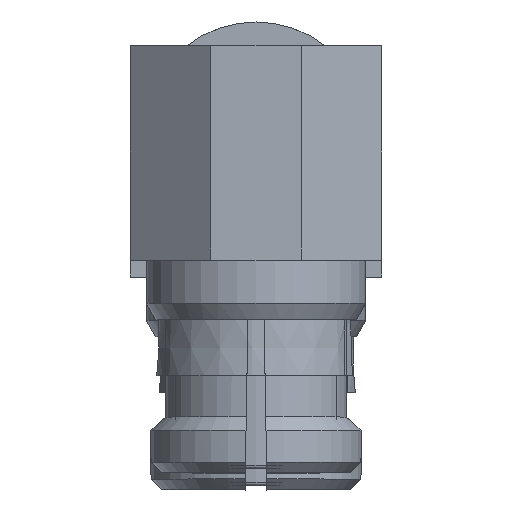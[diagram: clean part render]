
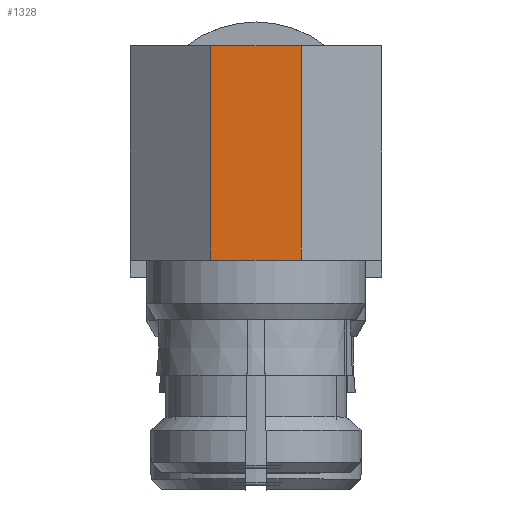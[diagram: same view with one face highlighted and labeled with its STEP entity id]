
A CAD part, top view. The second image highlights one B-rep face of the part: STEP entity #1328.
In plain terms, the highlighted face is planar.
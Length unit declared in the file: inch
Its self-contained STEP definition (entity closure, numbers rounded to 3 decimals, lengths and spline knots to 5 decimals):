
#45 = CARTESIAN_POINT ( 'NONE',  ( -0.078, 0.07638, -0.028 ) ) ;
#176 = EDGE_CURVE ( 'NONE', #3544, #1164, #2857, .T. ) ;
#241 = CARTESIAN_POINT ( 'NONE',  ( 0.055, 0.07638, 0.078 ) ) ;
#265 = CARTESIAN_POINT ( 'NONE',  ( 0.055, 0.07638, 0.078 ) ) ;
#447 = AXIS2_PLACEMENT_3D ( 'NONE', #265, #1678, #2631 ) ;
#522 = CARTESIAN_POINT ( 'NONE',  ( 0.055, 0.07638, 0.028 ) ) ;
#684 = PLANE ( 'NONE',  #447 ) ;
#717 = VECTOR ( 'NONE', #1243, 39.37008 ) ;
#764 = ORIENTED_EDGE ( 'NONE', *, *, #1602, .F. ) ;
#809 = CARTESIAN_POINT ( 'NONE',  ( 0.055, 0.07638, -0.028 ) ) ;
#909 = LINE ( 'NONE', #2942, #1361 ) ;
#955 = LINE ( 'NONE', #2940, #1556 ) ;
#1097 = ORIENTED_EDGE ( 'NONE', *, *, #4181, .F. ) ;
#1164 = VERTEX_POINT ( 'NONE', #809 ) ;
#1243 = DIRECTION ( 'NONE',  ( 0., 0., -1. ) ) ;
#1315 = DIRECTION ( 'NONE',  ( 0., 0., -1. ) ) ;
#1328 = ADVANCED_FACE ( 'NONE', ( #1962 ), #684, .F. ) ;
#1361 = VECTOR ( 'NONE', #4259, 39.37008 ) ;
#1556 = VECTOR ( 'NONE', #1623, 39.37008 ) ;
#1600 = VERTEX_POINT ( 'NONE', #45 ) ;
#1602 = EDGE_CURVE ( 'NONE', #2600, #1600, #3358, .T. ) ;
#1623 = DIRECTION ( 'NONE',  ( -1., 0., 0. ) ) ;
#1678 = DIRECTION ( 'NONE',  ( 0., -1., 0. ) ) ;
#1924 = CARTESIAN_POINT ( 'NONE',  ( -0.078, 0.07638, 0.028 ) ) ;
#1962 = FACE_OUTER_BOUND ( 'NONE', #3504, .T. ) ;
#2498 = VECTOR ( 'NONE', #1315, 39.37008 ) ;
#2600 = VERTEX_POINT ( 'NONE', #1924 ) ;
#2631 = DIRECTION ( 'NONE',  ( 1., 0., 0. ) ) ;
#2657 = CARTESIAN_POINT ( 'NONE',  ( -0.078, 0.07638, 0.078 ) ) ;
#2857 = LINE ( 'NONE', #241, #717 ) ;
#2907 = EDGE_CURVE ( 'NONE', #1164, #1600, #955, .T. ) ;
#2940 = CARTESIAN_POINT ( 'NONE',  ( 0.055, 0.07638, -0.028 ) ) ;
#2942 = CARTESIAN_POINT ( 'NONE',  ( 0.055, 0.07638, 0.028 ) ) ;
#2960 = ORIENTED_EDGE ( 'NONE', *, *, #2907, .T. ) ;
#3358 = LINE ( 'NONE', #2657, #2498 ) ;
#3504 = EDGE_LOOP ( 'NONE', ( #1097, #3515, #2960, #764 ) ) ;
#3515 = ORIENTED_EDGE ( 'NONE', *, *, #176, .T. ) ;
#3544 = VERTEX_POINT ( 'NONE', #522 ) ;
#4181 = EDGE_CURVE ( 'NONE', #3544, #2600, #909, .T. ) ;
#4259 = DIRECTION ( 'NONE',  ( -1., 0., 0. ) ) ;
